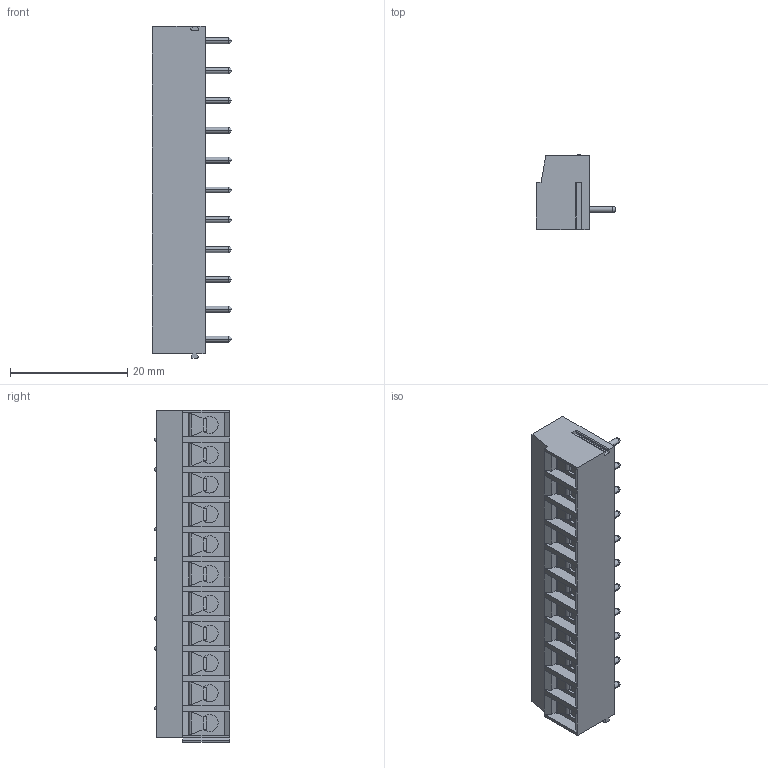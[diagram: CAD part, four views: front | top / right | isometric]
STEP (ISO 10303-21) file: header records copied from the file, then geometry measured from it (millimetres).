
FILE_DESCRIPTION((''),'2;1');
FILE_NAME('PRT0053','2024-12-10T',('yanfa'),(''),'PRO/ENGINEER BY PARAMETRIC TECHNOLOGY CORPORATION, 2009280','PRO/ENGINEER BY PARAMETRIC TECHNOLOGY CORPORATION, 2009280','');
FILE_SCHEMA(('AUTOMOTIVE_DESIGN_CC2 { 1 2 10303 214 -1 1 5 2 }'));
Length unit declared in the file: millimetre
Products named in the file (1): PRT0053
Bounding box: 13.5 x 12.8 x 56.57 mm (x, y, z)
Volume: 5089.6 mm3; surface area: 4131.5 mm2
Topology: 1 solids, 1 shells, 641 faces, 1686 edges, 1062 vertices
Faces by surface type: plane 335, cylinder 204, cone 44, sphere 36, torus 22
Entity records: 19753 total; most frequent: CARTESIAN_POINT 4002, ORIENTED_EDGE 3300, DIRECTION 3247, EDGE_CURVE 1650, AXIS2_PLACEMENT_3D 1143, VERTEX_POINT 1062, VECTOR 961, LINE 961
